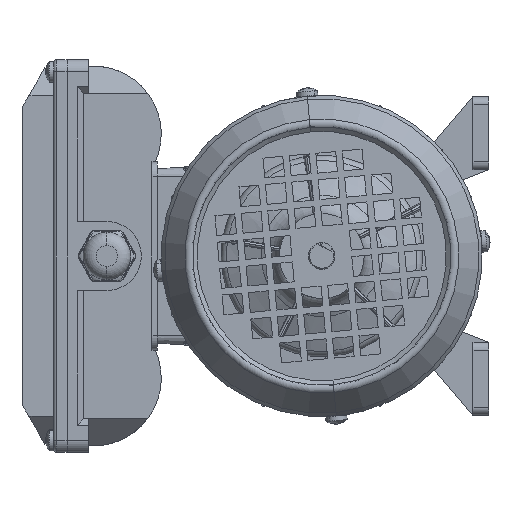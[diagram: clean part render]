
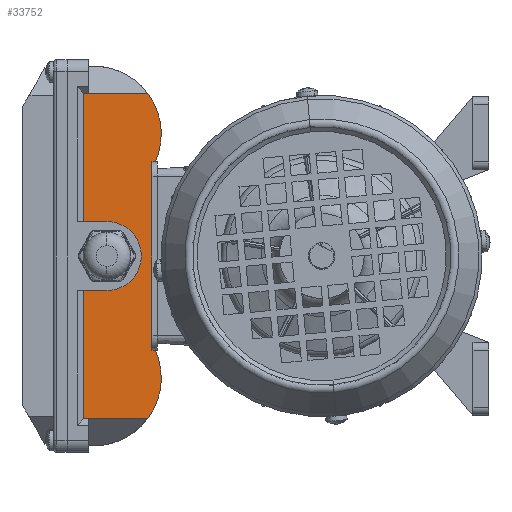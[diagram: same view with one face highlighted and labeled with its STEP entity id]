
A CAD part, left-side view. The second image highlights one B-rep face of the part: STEP entity #33752.
In plain terms, the highlighted face is planar.
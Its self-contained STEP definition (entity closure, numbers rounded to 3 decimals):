
#1236 = VERTEX_POINT ( 'NONE', #60065 ) ;
#2597 = EDGE_CURVE ( 'NONE', #2598, #2600, #62788, .T. ) ;
#2598 = VERTEX_POINT ( 'NONE', #62893 ) ;
#2600 = VERTEX_POINT ( 'NONE', #62891 ) ;
#2667 = EDGE_CURVE ( 'NONE', #2668, #1236, #62982, .T. ) ;
#2668 = VERTEX_POINT ( 'NONE', #62977 ) ;
#3045 = VERTEX_POINT ( 'NONE', #63766 ) ;
#3117 = VERTEX_POINT ( 'NONE', #63916 ) ;
#3139 = EDGE_CURVE ( 'NONE', #3045, #3142, #64061, .T. ) ;
#3142 = VERTEX_POINT ( 'NONE', #64052 ) ;
#3160 = EDGE_CURVE ( 'NONE', #3162, #3117, #64034, .T. ) ;
#3162 = VERTEX_POINT ( 'NONE', #64135 ) ;
#3692 = EDGE_CURVE ( 'NONE', #3142, #3694, #64926, .T. ) ;
#3694 = VERTEX_POINT ( 'NONE', #65020 ) ;
#3805 = EDGE_CURVE ( 'NONE', #3162, #3807, #65187, .T. ) ;
#3807 = VERTEX_POINT ( 'NONE', #65174 ) ;
#4540 = DIRECTION ( 'NONE',  ( -1., 0., 0. ) ) ;
#4541 = VECTOR ( 'NONE', #4540, 1000. ) ;
#4542 = CARTESIAN_POINT ( 'NONE',  ( 13.147, -13.122, 2.5 ) ) ;
#4543 = LINE ( 'NONE', #4542, #4541 ) ;
#4887 = DIRECTION ( 'NONE',  ( 0., 1., 0. ) ) ;
#4888 = VECTOR ( 'NONE', #4887, 1000. ) ;
#4889 = CARTESIAN_POINT ( 'NONE',  ( 74.475, 16.878, 2.5 ) ) ;
#4893 = LINE ( 'NONE', #4889, #4888 ) ;
#4924 = CARTESIAN_POINT ( 'NONE',  ( 74.475, 10.878, 2.5 ) ) ;
#4945 = CARTESIAN_POINT ( 'NONE',  ( 0.147, 3.878, 2.5 ) ) ;
#4946 = CARTESIAN_POINT ( 'NONE',  ( 26.147, 3.878, 2.5 ) ) ;
#4947 = DIRECTION ( 'NONE',  ( 1., 0., 0. ) ) ;
#4948 = DIRECTION ( 'NONE',  ( 0., 0., -1. ) ) ;
#4949 = AXIS2_PLACEMENT_3D ( 'NONE', #4954, #4948, #4947 ) ;
#4950 = CIRCLE ( 'NONE', #4949, 13. ) ;
#4951 = DIRECTION ( 'NONE',  ( 1., 0., 0. ) ) ;
#4952 = DIRECTION ( 'NONE',  ( 0., 0., 1. ) ) ;
#4953 = AXIS2_PLACEMENT_3D ( 'NONE', #4955, #4952, #4951 ) ;
#4954 = CARTESIAN_POINT ( 'NONE',  ( 13.147, 3.878, 2.5 ) ) ;
#4955 = CARTESIAN_POINT ( 'NONE',  ( -60.853, 12.818, 2.5 ) ) ;
#4956 = PLANE ( 'NONE',  #4953 ) ;
#4957 = FACE_OUTER_BOUND ( 'NONE', #33753, .T. ) ;
#4958 = DIRECTION ( 'NONE',  ( 0., -1., 0. ) ) ;
#4959 = VECTOR ( 'NONE', #4958, 1000. ) ;
#4960 = CARTESIAN_POINT ( 'NONE',  ( -48.182, 16.878, 2.5 ) ) ;
#4961 = LINE ( 'NONE', #4960, #4959 ) ;
#4962 = CARTESIAN_POINT ( 'NONE',  ( -48.182, 10.878, 2.5 ) ) ;
#5045 = DIRECTION ( 'NONE',  ( 0., 1., 0. ) ) ;
#5046 = VECTOR ( 'NONE', #5045, 1000. ) ;
#5047 = CARTESIAN_POINT ( 'NONE',  ( 0.147, 16.878, 2.5 ) ) ;
#5048 = LINE ( 'NONE', #5047, #5046 ) ;
#5050 = DIRECTION ( 'NONE',  ( 0., -1., 0. ) ) ;
#5051 = VECTOR ( 'NONE', #5050, 1000. ) ;
#5052 = CARTESIAN_POINT ( 'NONE',  ( -48.182, 16.878, 2.5 ) ) ;
#5056 = LINE ( 'NONE', #5052, #5051 ) ;
#5096 = DIRECTION ( 'NONE',  ( 0., 1., 0. ) ) ;
#5097 = VECTOR ( 'NONE', #5096, 1000. ) ;
#5098 = CARTESIAN_POINT ( 'NONE',  ( 74.475, 10.878, 2.5 ) ) ;
#5099 = LINE ( 'NONE', #5098, #5097 ) ;
#5100 = DIRECTION ( 'NONE',  ( 0., 1., 0. ) ) ;
#5101 = VECTOR ( 'NONE', #5100, 1000. ) ;
#5102 = CARTESIAN_POINT ( 'NONE',  ( 26.147, 12.818, 2.5 ) ) ;
#5107 = LINE ( 'NONE', #5102, #5101 ) ;
#33453 = EDGE_CURVE ( 'NONE', #3807, #3694, #4543, .T. ) ;
#33705 = EDGE_CURVE ( 'NONE', #3117, #33724, #4893, .T. ) ;
#33724 = VERTEX_POINT ( 'NONE', #4924 ) ;
#33747 = VERTEX_POINT ( 'NONE', #4962 ) ;
#33749 = EDGE_CURVE ( 'NONE', #33747, #3045, #4961, .T. ) ;
#33752 = ADVANCED_FACE ( 'NONE', ( #4957 ), #4956, .F. ) ;
#33753 = EDGE_LOOP ( 'NONE', ( #33754, #33819, #33821, #33822, #33824, #33825, #33826, #33827, #33828, #33829, #33808, #33809, #33811, #33812 ) ) ;
#33754 = ORIENTED_EDGE ( 'NONE', *, *, #33755, .F. ) ;
#33755 = EDGE_CURVE ( 'NONE', #33756, #33757, #4950, .T. ) ;
#33756 = VERTEX_POINT ( 'NONE', #4946 ) ;
#33757 = VERTEX_POINT ( 'NONE', #4945 ) ;
#33808 = ORIENTED_EDGE ( 'NONE', *, *, #33749, .F. ) ;
#33809 = ORIENTED_EDGE ( 'NONE', *, *, #33810, .F. ) ;
#33810 = EDGE_CURVE ( 'NONE', #2668, #33747, #5056, .T. ) ;
#33811 = ORIENTED_EDGE ( 'NONE', *, *, #2667, .T. ) ;
#33812 = ORIENTED_EDGE ( 'NONE', *, *, #33813, .F. ) ;
#33813 = EDGE_CURVE ( 'NONE', #33757, #1236, #5048, .T. ) ;
#33819 = ORIENTED_EDGE ( 'NONE', *, *, #33820, .T. ) ;
#33820 = EDGE_CURVE ( 'NONE', #33756, #2598, #5107, .T. ) ;
#33821 = ORIENTED_EDGE ( 'NONE', *, *, #2597, .T. ) ;
#33822 = ORIENTED_EDGE ( 'NONE', *, *, #33823, .F. ) ;
#33823 = EDGE_CURVE ( 'NONE', #33724, #2600, #5099, .T. ) ;
#33824 = ORIENTED_EDGE ( 'NONE', *, *, #33705, .F. ) ;
#33825 = ORIENTED_EDGE ( 'NONE', *, *, #3160, .F. ) ;
#33826 = ORIENTED_EDGE ( 'NONE', *, *, #3805, .T. ) ;
#33827 = ORIENTED_EDGE ( 'NONE', *, *, #33453, .T. ) ;
#33828 = ORIENTED_EDGE ( 'NONE', *, *, #3692, .F. ) ;
#33829 = ORIENTED_EDGE ( 'NONE', *, *, #3139, .F. ) ;
#60065 = CARTESIAN_POINT ( 'NONE',  ( 0.147, 12.818, 2.5 ) ) ;
#62788 = LINE ( 'NONE', #62901, #62898 ) ;
#62891 = CARTESIAN_POINT ( 'NONE',  ( 74.475, 12.818, 2.5 ) ) ;
#62893 = CARTESIAN_POINT ( 'NONE',  ( 26.147, 12.818, 2.5 ) ) ;
#62896 = DIRECTION ( 'NONE',  ( 1., 0., 0. ) ) ;
#62898 = VECTOR ( 'NONE', #62896, 1000. ) ;
#62901 = CARTESIAN_POINT ( 'NONE',  ( -60.853, 12.818, 2.5 ) ) ;
#62977 = CARTESIAN_POINT ( 'NONE',  ( -48.182, 12.818, 2.5 ) ) ;
#62979 = DIRECTION ( 'NONE',  ( 1., 0., 0. ) ) ;
#62980 = VECTOR ( 'NONE', #62979, 1000. ) ;
#62981 = CARTESIAN_POINT ( 'NONE',  ( -60.853, 12.818, 2.5 ) ) ;
#62982 = LINE ( 'NONE', #62981, #62980 ) ;
#63766 = CARTESIAN_POINT ( 'NONE',  ( -48.182, -11.501, 2.5 ) ) ;
#63916 = CARTESIAN_POINT ( 'NONE',  ( 74.475, -11.501, 2.5 ) ) ;
#64015 = DIRECTION ( 'NONE',  ( 1., 0., 0. ) ) ;
#64016 = DIRECTION ( 'NONE',  ( 0., 0., 1. ) ) ;
#64018 = CARTESIAN_POINT ( 'NONE',  ( 59.147, 8.878, 2.5 ) ) ;
#64019 = AXIS2_PLACEMENT_3D ( 'NONE', #64018, #64016, #64015 ) ;
#64034 = CIRCLE ( 'NONE', #64019, 25.5 ) ;
#64052 = CARTESIAN_POINT ( 'NONE',  ( -22.353, -14.36, 2.5 ) ) ;
#64053 = DIRECTION ( 'NONE',  ( 1., 0., 0. ) ) ;
#64055 = DIRECTION ( 'NONE',  ( 0., 0., 1. ) ) ;
#64057 = CARTESIAN_POINT ( 'NONE',  ( -32.853, 8.878, 2.5 ) ) ;
#64059 = AXIS2_PLACEMENT_3D ( 'NONE', #64057, #64055, #64053 ) ;
#64061 = CIRCLE ( 'NONE', #64059, 25.5 ) ;
#64135 = CARTESIAN_POINT ( 'NONE',  ( 48.647, -14.36, 2.5 ) ) ;
#64918 = CARTESIAN_POINT ( 'NONE',  ( -22.353, -13.122, 2.5 ) ) ;
#64926 = LINE ( 'NONE', #64918, #65023 ) ;
#65020 = CARTESIAN_POINT ( 'NONE',  ( -22.353, -13.122, 2.5 ) ) ;
#65021 = DIRECTION ( 'NONE',  ( 0., 1., 0. ) ) ;
#65023 = VECTOR ( 'NONE', #65021, 1000. ) ;
#65174 = CARTESIAN_POINT ( 'NONE',  ( 48.647, -13.122, 2.5 ) ) ;
#65177 = DIRECTION ( 'NONE',  ( 0., 1., 0. ) ) ;
#65179 = VECTOR ( 'NONE', #65177, 1000. ) ;
#65180 = CARTESIAN_POINT ( 'NONE',  ( 48.647, -13.122, 2.5 ) ) ;
#65187 = LINE ( 'NONE', #65180, #65179 ) ;
